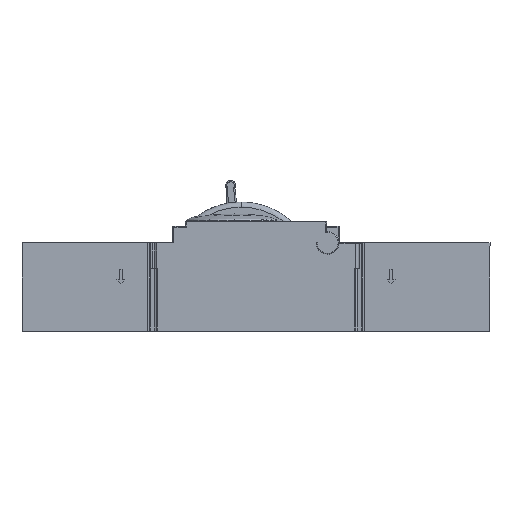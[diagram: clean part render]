
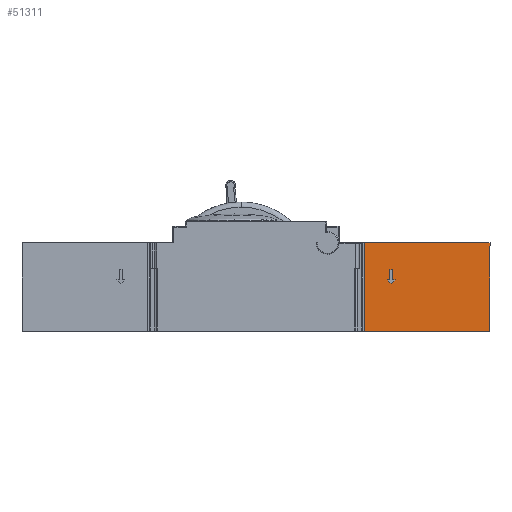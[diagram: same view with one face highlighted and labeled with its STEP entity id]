
A CAD part, left-side view. The second image highlights one B-rep face of the part: STEP entity #51311.
In plain terms, the highlighted face is planar.
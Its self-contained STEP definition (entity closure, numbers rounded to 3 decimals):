
#31 = EDGE_LOOP ( 'NONE', ( #920, #11838, #15476, #9912, #44549, #45903, #95982 ) ) ;
#920 = ORIENTED_EDGE ( 'NONE', *, *, #4755, .F. ) ;
#3501 = LINE ( 'NONE', #57287, #32555 ) ;
#4125 = CARTESIAN_POINT ( 'NONE',  ( 106.933, 249.3, 59. ) ) ;
#4528 = DIRECTION ( 'NONE',  ( 0., -1., 0. ) ) ;
#4755 = EDGE_CURVE ( 'NONE', #16075, #48564, #54648, .T. ) ;
#5094 = VECTOR ( 'NONE', #84118, 1000. ) ;
#6504 = LINE ( 'NONE', #99872, #63741 ) ;
#7523 = EDGE_CURVE ( 'NONE', #38069, #93441, #59775, .T. ) ;
#8348 = EDGE_CURVE ( 'NONE', #33276, #16075, #6504, .T. ) ;
#9912 = ORIENTED_EDGE ( 'NONE', *, *, #71974, .T. ) ;
#10059 = VECTOR ( 'NONE', #89253, 1000. ) ;
#10787 = EDGE_CURVE ( 'NONE', #13073, #84078, #59818, .T. ) ;
#11838 = ORIENTED_EDGE ( 'NONE', *, *, #8348, .F. ) ;
#13073 = VERTEX_POINT ( 'NONE', #38037 ) ;
#13473 = CARTESIAN_POINT ( 'NONE',  ( 108.333, 249.3, 59. ) ) ;
#13490 = LINE ( 'NONE', #30224, #56605 ) ;
#13591 = CARTESIAN_POINT ( 'NONE',  ( 146.8, 273.5, 59. ) ) ;
#14610 = CARTESIAN_POINT ( 'NONE',  ( 146.8, 273.5, 59. ) ) ;
#15299 = VECTOR ( 'NONE', #27310, 1000. ) ;
#15412 = CARTESIAN_POINT ( 'NONE',  ( 107., 249.3, 59. ) ) ;
#15476 = ORIENTED_EDGE ( 'NONE', *, *, #33816, .T. ) ;
#16075 = VERTEX_POINT ( 'NONE', #64691 ) ;
#17355 = CARTESIAN_POINT ( 'NONE',  ( 106.867, 249.3, 59. ) ) ;
#18475 = PLANE ( 'NONE',  #19820 ) ;
#18618 = EDGE_CURVE ( 'NONE', #93873, #13073, #41571, .T. ) ;
#19820 = AXIS2_PLACEMENT_3D ( 'NONE', #66626, #26587, #89987 ) ;
#20440 = VERTEX_POINT ( 'NONE', #57075 ) ;
#22094 = CARTESIAN_POINT ( 'NONE',  ( 109., 249.3, 59. ) ) ;
#24238 = ORIENTED_EDGE ( 'NONE', *, *, #79437, .T. ) ;
#24532 = CARTESIAN_POINT ( 'NONE',  ( 154.8, 269.5, 59. ) ) ;
#25818 = ORIENTED_EDGE ( 'NONE', *, *, #89848, .F. ) ;
#26226 = ORIENTED_EDGE ( 'NONE', *, *, #98104, .T. ) ;
#26339 = DIRECTION ( 'NONE',  ( -0.707, 0.707, 0. ) ) ;
#26587 = DIRECTION ( 'NONE',  ( 0., 0., -1. ) ) ;
#26598 = VECTOR ( 'NONE', #89521, 1000. ) ;
#27310 = DIRECTION ( 'NONE',  ( -1., 0., 0. ) ) ;
#27501 = ORIENTED_EDGE ( 'NONE', *, *, #10787, .T. ) ;
#27602 = LINE ( 'NONE', #58544, #26598 ) ;
#28841 = DIRECTION ( 'NONE',  ( 0.707, 0.707, 0. ) ) ;
#29604 = VERTEX_POINT ( 'NONE', #15412 ) ;
#30224 = CARTESIAN_POINT ( 'NONE',  ( 146.8, 273.5, 59. ) ) ;
#32555 = VECTOR ( 'NONE', #26339, 1000. ) ;
#32590 = CARTESIAN_POINT ( 'NONE',  ( 106.8, 249.3, 59. ) ) ;
#33276 = VERTEX_POINT ( 'NONE', #24532 ) ;
#33474 = CARTESIAN_POINT ( 'NONE',  ( 146.8, 271.5, 59. ) ) ;
#33816 = EDGE_CURVE ( 'NONE', #33276, #82491, #43998, .T. ) ;
#33987 = CARTESIAN_POINT ( 'NONE',  ( 106.8, 347.5, 59. ) ) ;
#34097 = CARTESIAN_POINT ( 'NONE',  ( 146.8, 273.5, 59. ) ) ;
#35078 = CARTESIAN_POINT ( 'NONE',  ( 107., 249.3, 59. ) ) ;
#35687 = FACE_OUTER_BOUND ( 'NONE', #65120, .T. ) ;
#36637 = VECTOR ( 'NONE', #52113, 1000. ) ;
#36769 = CARTESIAN_POINT ( 'NONE',  ( 175.8, 249.3, 59. ) ) ;
#38037 = CARTESIAN_POINT ( 'NONE',  ( 175.8, 347.5, 59. ) ) ;
#38069 = VERTEX_POINT ( 'NONE', #74385 ) ;
#38252 = EDGE_CURVE ( 'NONE', #93441, #38723, #13490, .T. ) ;
#38723 = VERTEX_POINT ( 'NONE', #33474 ) ;
#41571 = LINE ( 'NONE', #87751, #10059 ) ;
#43998 = LINE ( 'NONE', #98283, #36637 ) ;
#44549 = ORIENTED_EDGE ( 'NONE', *, *, #38252, .F. ) ;
#44926 = ORIENTED_EDGE ( 'NONE', *, *, #18618, .T. ) ;
#45903 = ORIENTED_EDGE ( 'NONE', *, *, #7523, .F. ) ;
#47383 = CARTESIAN_POINT ( 'NONE',  ( 109., 249.3, 59. ) ) ;
#48564 = VERTEX_POINT ( 'NONE', #61370 ) ;
#51311 = ADVANCED_FACE ( 'NONE', ( #35687, #95606 ), #18475, .T. ) ;
#52113 = DIRECTION ( 'NONE',  ( 0., 1., 0. ) ) ;
#54648 = LINE ( 'NONE', #13591, #5094 ) ;
#56605 = VECTOR ( 'NONE', #59151, 1000. ) ;
#57075 = CARTESIAN_POINT ( 'NONE',  ( 106.8, 249.3, 59. ) ) ;
#57095 = VECTOR ( 'NONE', #28841, 1000. ) ;
#57287 = CARTESIAN_POINT ( 'NONE',  ( 143.8, 270.5, 59. ) ) ;
#58090 = VECTOR ( 'NONE', #74665, 1000. ) ;
#58544 = CARTESIAN_POINT ( 'NONE',  ( 106.8, 272.3, 59. ) ) ;
#59151 = DIRECTION ( 'NONE',  ( 0., -1., 0. ) ) ;
#59775 = LINE ( 'NONE', #14610, #57095 ) ;
#59818 = LINE ( 'NONE', #67437, #86852 ) ;
#61370 = CARTESIAN_POINT ( 'NONE',  ( 146.8, 267.5, 59. ) ) ;
#63137 = B_SPLINE_CURVE_WITH_KNOTS ( 'NONE', 3,
 ( #91606, #90104, #13473, #22094 ),
 .UNSPECIFIED., .F., .F.,
 ( 4, 4 ),
 ( 0., 1. ),
 .UNSPECIFIED. ) ;
#63741 = VECTOR ( 'NONE', #91760, 1000. ) ;
#64072 = CARTESIAN_POINT ( 'NONE',  ( 154.8, 271.5, 59. ) ) ;
#64691 = CARTESIAN_POINT ( 'NONE',  ( 146.8, 269.5, 59. ) ) ;
#65120 = EDGE_LOOP ( 'NONE', ( #26226, #66254, #25818, #24238, #44926, #27501 ) ) ;
#65549 = CARTESIAN_POINT ( 'NONE',  ( 175.8, 249.3, 59. ) ) ;
#66044 = LINE ( 'NONE', #65549, #58090 ) ;
#66254 = ORIENTED_EDGE ( 'NONE', *, *, #91665, .F. ) ;
#66626 = CARTESIAN_POINT ( 'NONE',  ( 142.4, 272.3, 59. ) ) ;
#67296 = EDGE_CURVE ( 'NONE', #48564, #38069, #3501, .T. ) ;
#67437 = CARTESIAN_POINT ( 'NONE',  ( 175.8, 272.3, 59. ) ) ;
#71974 = EDGE_CURVE ( 'NONE', #82491, #38723, #81613, .T. ) ;
#74385 = CARTESIAN_POINT ( 'NONE',  ( 143.8, 270.5, 59. ) ) ;
#74665 = DIRECTION ( 'NONE',  ( -1., 0., 0. ) ) ;
#78301 = VERTEX_POINT ( 'NONE', #47383 ) ;
#79437 = EDGE_CURVE ( 'NONE', #20440, #93873, #27602, .T. ) ;
#81613 = LINE ( 'NONE', #96836, #15299 ) ;
#82491 = VERTEX_POINT ( 'NONE', #64072 ) ;
#84078 = VERTEX_POINT ( 'NONE', #36769 ) ;
#84118 = DIRECTION ( 'NONE',  ( 0., -1., 0. ) ) ;
#86852 = VECTOR ( 'NONE', #4528, 1000. ) ;
#87751 = CARTESIAN_POINT ( 'NONE',  ( 142.4, 347.5, 59. ) ) ;
#89253 = DIRECTION ( 'NONE',  ( 1., 0., 0. ) ) ;
#89521 = DIRECTION ( 'NONE',  ( 0., 1., 0. ) ) ;
#89848 = EDGE_CURVE ( 'NONE', #20440, #29604, #96260, .T. ) ;
#89987 = DIRECTION ( 'NONE',  ( 0., -1., 0. ) ) ;
#90104 = CARTESIAN_POINT ( 'NONE',  ( 107.667, 249.3, 59. ) ) ;
#91606 = CARTESIAN_POINT ( 'NONE',  ( 107., 249.3, 59. ) ) ;
#91665 = EDGE_CURVE ( 'NONE', #29604, #78301, #63137, .T. ) ;
#91760 = DIRECTION ( 'NONE',  ( -1., 0., 0. ) ) ;
#93441 = VERTEX_POINT ( 'NONE', #34097 ) ;
#93873 = VERTEX_POINT ( 'NONE', #33987 ) ;
#95606 = FACE_BOUND ( 'NONE', #31, .T. ) ;
#95982 = ORIENTED_EDGE ( 'NONE', *, *, #67296, .F. ) ;
#96260 = B_SPLINE_CURVE_WITH_KNOTS ( 'NONE', 3,
 ( #32590, #17355, #4125, #35078 ),
 .UNSPECIFIED., .F., .F.,
 ( 4, 4 ),
 ( 0., 1. ),
 .UNSPECIFIED. ) ;
#96836 = CARTESIAN_POINT ( 'NONE',  ( 154.8, 271.5, 59. ) ) ;
#98104 = EDGE_CURVE ( 'NONE', #84078, #78301, #66044, .T. ) ;
#98283 = CARTESIAN_POINT ( 'NONE',  ( 154.8, 269.5, 59. ) ) ;
#99872 = CARTESIAN_POINT ( 'NONE',  ( 154.8, 269.5, 59. ) ) ;
